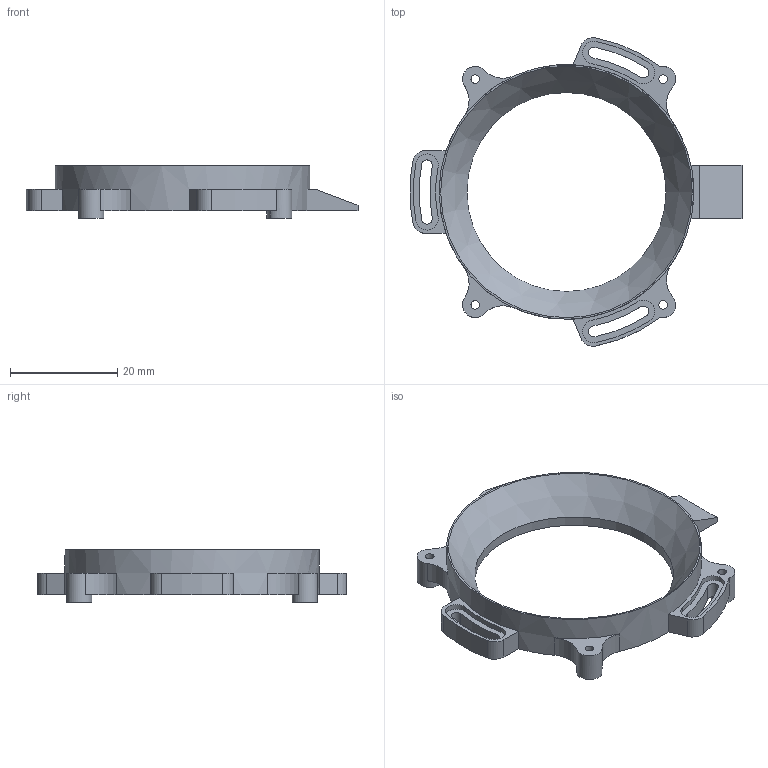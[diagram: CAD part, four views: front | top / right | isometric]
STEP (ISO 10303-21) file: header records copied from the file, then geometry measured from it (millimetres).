
FILE_DESCRIPTION(/* description */ ('STEP AP242','CAx-IF Rec.Pracs.---Representation and Presentation of Product Manufacturing Information (PMI)---4.0---2014-10-13','CAx-IF Rec.Pracs.---3D Tessellated Geometry---0.4---2014-09-14','2;1'),/* implementation_level */ '2;1');
FILE_NAME(/* name */ '67eff64940af05774f8626a0',/* time_stamp */ '2025-04-04T15:10:02Z',/* author */ (''),/* organization */ (''),/* preprocessor_version */ 'ST-DEVELOPER v20',/* originating_system */ 'ONSHAPE BY PTC INC, 1.195',/* authorisation */ ' ');
FILE_SCHEMA (('AP242_MANAGED_MODEL_BASED_3D_ENGINEERING_MIM_LF { 1 0 10303 442 1 1 4 }'));
Length unit declared in the file: metre
Products named in the file (1): Part 1
Bounding box: 62.04 x 57.67 x 9.85 mm (x, y, z)
Volume: 4247.5 mm3; surface area: 5806.6 mm2
Topology: 1 solids, 1 shells, 82 faces, 224 edges, 149 vertices
Faces by surface type: cylinder 52, plane 28, cone 2
Full cylindrical faces by diameter (mm): 1.6 x4, 4.7 x2, 37.2 x1, 40.2 x1, 44.6 x1, 47.6 x1
Entity records: 2611 total; most frequent: DIRECTION 495, CARTESIAN_POINT 434, ORIENTED_EDGE 414, EDGE_CURVE 207, AXIS2_PLACEMENT_3D 205, VERTEX_POINT 144, CIRCLE 122, EDGE_LOOP 115
